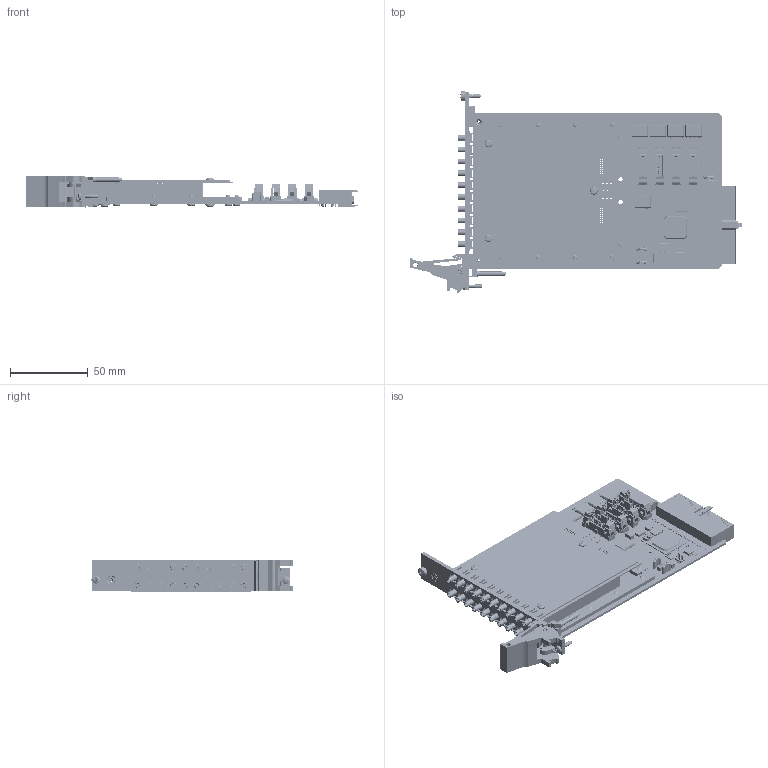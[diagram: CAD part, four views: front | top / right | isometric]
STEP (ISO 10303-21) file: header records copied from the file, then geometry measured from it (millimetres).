
FILE_DESCRIPTION (( 'STEP AP214' ), '1' );
FILE_NAME ('40-832-004 QUAD 4CH MUX 75 OHM SMB.STEP', '2013-09-11T08:56:47', ( 'admin' ), ( '' ), 'SwSTEP 2.0', 'SolidWorks 2012', '' );
FILE_SCHEMA (( 'AUTOMOTIVE_DESIGN' ));
Length unit declared in the file: millimetre
Products named in the file (1): 40-832-004 QUAD 4CH MUX 75 OHM SMB
Bounding box: 214.01 x 129.67 x 20.07 mm (x, y, z)
Surface area: 88797.3 mm2 (no closed solid volume)
Topology: 0 solids, 670 shells, 4266 faces, 18717 edges, 14602 vertices
Faces by surface type: plane 3149, cylinder 854, cone 144, torus 87, bspline 24, sphere 8
Full cylindrical faces by diameter (mm): 0.2 x1, 0.6 x110, 0.762 x44, 0.8 x68, 0.9 x12, 1 x6, 1.496 x2, 1.524 x8, 2 x6, 2.05 x1, 2.08 x20, 2.45 x6, 2.5 x4, 2.6 x1, 2.7 x3, 2.8 x1, 3 x3, 3.21 x20, 3.71 x40, 3.8 x10, 4.7 x1, 4.85 x16, 5 x4, 5.3 x1, 6 x1, 6.1 x1, 6.8 x3, 7 x20, 7.2 x20
Entity records: 241598 total; most frequent: CARTESIAN_POINT 48006, DIRECTION 29110, ORIENTED_EDGE 24672, EDGE_CURVE 17956, VERTEX_POINT 14470, VECTOR 13674, LINE 13674, AXIS2_PLACEMENT_3D 7718
